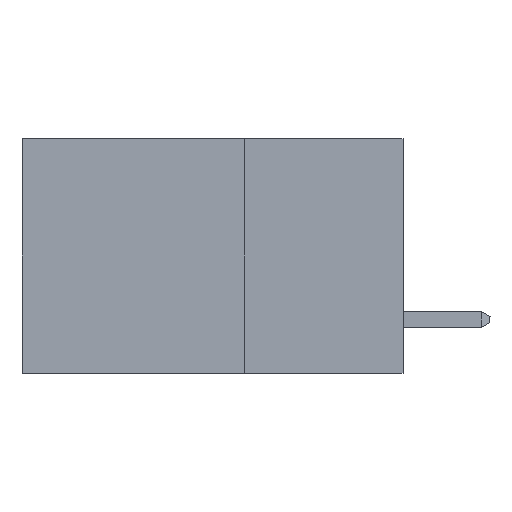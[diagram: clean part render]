
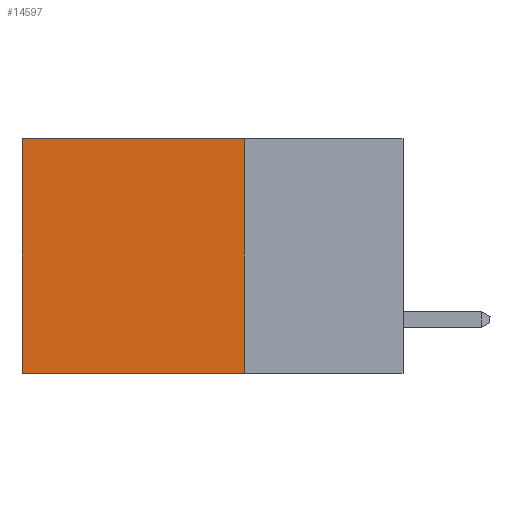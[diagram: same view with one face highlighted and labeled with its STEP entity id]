
A CAD part, left-side view. The second image highlights one B-rep face of the part: STEP entity #14597.
In plain terms, the highlighted planar face has unit normal (-1, 0, 0).
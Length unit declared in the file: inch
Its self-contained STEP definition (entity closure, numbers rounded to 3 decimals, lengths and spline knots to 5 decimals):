
#318 = CARTESIAN_POINT ( 'NONE',  ( 0.2875, 0.25, 0. ) ) ;
#1278 = DIRECTION ( 'NONE',  ( 1., 0., 0. ) ) ;
#1632 = VERTEX_POINT ( 'NONE', #15636 ) ;
#2074 = DIRECTION ( 'NONE',  ( 0., 0., -1. ) ) ;
#2561 = EDGE_LOOP ( 'NONE', ( #17048, #21827, #7633, #6752 ) ) ;
#5003 = VECTOR ( 'NONE', #23920, 39.37008 ) ;
#5295 = CARTESIAN_POINT ( 'NONE',  ( 0.2875, 0.25, 0. ) ) ;
#6015 = VERTEX_POINT ( 'NONE', #5295 ) ;
#6527 = CARTESIAN_POINT ( 'NONE',  ( 0.2875, 0.25, 0. ) ) ;
#6752 = ORIENTED_EDGE ( 'NONE', *, *, #23183, .T. ) ;
#7590 = CARTESIAN_POINT ( 'NONE',  ( 0.2875, 0.6, 0. ) ) ;
#7633 = ORIENTED_EDGE ( 'NONE', *, *, #15693, .F. ) ;
#7861 = LINE ( 'NONE', #8275, #5003 ) ;
#8275 = CARTESIAN_POINT ( 'NONE',  ( 0.2875, 0.25, -0.37 ) ) ;
#8618 = EDGE_CURVE ( 'NONE', #1632, #21723, #7861, .T. ) ;
#9303 = AXIS2_PLACEMENT_3D ( 'NONE', #16267, #1278, #14034 ) ;
#10482 = LINE ( 'NONE', #7590, #17674 ) ;
#11319 = EDGE_CURVE ( 'NONE', #26717, #21723, #10482, .T. ) ;
#14034 = DIRECTION ( 'NONE',  ( 0., 0., -1. ) ) ;
#14295 = DIRECTION ( 'NONE',  ( 0., 1., 0. ) ) ;
#14597 = ADVANCED_FACE ( 'NONE', ( #16555 ), #21533, .F. ) ;
#15582 = VECTOR ( 'NONE', #16185, 39.37008 ) ;
#15636 = CARTESIAN_POINT ( 'NONE',  ( 0.2875, 0.25, -0.37 ) ) ;
#15693 = EDGE_CURVE ( 'NONE', #6015, #1632, #18388, .T. ) ;
#16185 = DIRECTION ( 'NONE',  ( 0., 0., -1. ) ) ;
#16267 = CARTESIAN_POINT ( 'NONE',  ( 0.2875, 0.25, 0. ) ) ;
#16555 = FACE_OUTER_BOUND ( 'NONE', #2561, .T. ) ;
#17048 = ORIENTED_EDGE ( 'NONE', *, *, #11319, .T. ) ;
#17674 = VECTOR ( 'NONE', #2074, 39.37008 ) ;
#18388 = LINE ( 'NONE', #318, #15582 ) ;
#21533 = PLANE ( 'NONE',  #9303 ) ;
#21723 = VERTEX_POINT ( 'NONE', #24621 ) ;
#21827 = ORIENTED_EDGE ( 'NONE', *, *, #8618, .F. ) ;
#23183 = EDGE_CURVE ( 'NONE', #6015, #26717, #24239, .T. ) ;
#23920 = DIRECTION ( 'NONE',  ( 0., 1., 0. ) ) ;
#24239 = LINE ( 'NONE', #6527, #25034 ) ;
#24352 = CARTESIAN_POINT ( 'NONE',  ( 0.2875, 0.6, 0. ) ) ;
#24621 = CARTESIAN_POINT ( 'NONE',  ( 0.2875, 0.6, -0.37 ) ) ;
#25034 = VECTOR ( 'NONE', #14295, 39.37008 ) ;
#26717 = VERTEX_POINT ( 'NONE', #24352 ) ;
